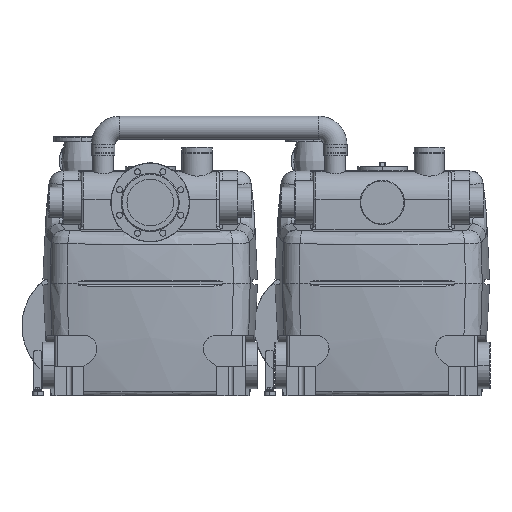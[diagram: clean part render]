
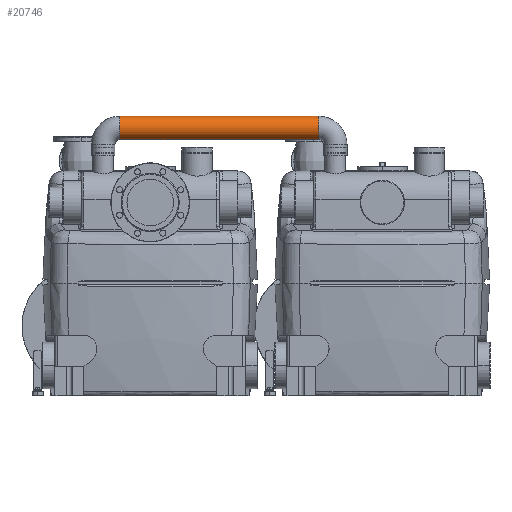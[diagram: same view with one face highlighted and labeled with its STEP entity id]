
A CAD part, left-side view. The second image highlights one B-rep face of the part: STEP entity #20746.
In plain terms, the highlighted cylindrical face has radius 42.5 mm (diameter 85 mm), a partial arc.
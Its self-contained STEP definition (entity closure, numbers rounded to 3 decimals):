
#20610=CARTESIAN_POINT('',(200.0,-610.,1012.5));
#20611=VERTEX_POINT('',#20610);
#20621=CARTESIAN_POINT('',(200.0,-610.,927.5));
#20622=VERTEX_POINT('',#20621);
#20623=CARTESIAN_POINT('',(200.0,-610.,970.));
#20624=DIRECTION('',(0.0,-1.0,0.0));
#20625=DIRECTION('',(0.0,0.0,1.0));
#20626=AXIS2_PLACEMENT_3D('',#20623,#20624,#20625);
#20627=CIRCLE('',#20626,42.5);
#20628=EDGE_CURVE('',#20611,#20622,#20627,.T.);
#20656=CARTESIAN_POINT('',(200.,110.,1012.5));
#20657=VERTEX_POINT('',#20656);
#20674=CARTESIAN_POINT('',(200.,110.,927.5));
#20675=VERTEX_POINT('',#20674);
#20683=CARTESIAN_POINT('',(200.,110.,970.0));
#20684=DIRECTION('',(0.0,-1.0,0.0));
#20685=DIRECTION('',(0.0,0.0,1.0));
#20686=AXIS2_PLACEMENT_3D('',#20683,#20684,#20685);
#20687=CIRCLE('',#20686,42.5);
#20688=EDGE_CURVE('',#20657,#20675,#20687,.T.);
#20725=CARTESIAN_POINT('',(200.0,-610.,970.));
#20726=DIRECTION('',(0.,1.0,0.));
#20727=DIRECTION('',(0.0,0.0,1.0));
#20728=AXIS2_PLACEMENT_3D('',#20725,#20726,#20727);
#20729=CYLINDRICAL_SURFACE('',#20728,42.5);
#20730=CARTESIAN_POINT('',(200.,110.,1012.5));
#20731=DIRECTION('',(0.0,-1.0,0.0));
#20732=VECTOR('',#20731,720.0);
#20733=LINE('',#20730,#20732);
#20734=EDGE_CURVE('',#20657,#20611,#20733,.T.);
#20735=ORIENTED_EDGE('',*,*,#20734,.F.);
#20736=ORIENTED_EDGE('',*,*,#20688,.T.);
#20737=CARTESIAN_POINT('',(200.,110.,927.5));
#20738=DIRECTION('',(0.0,-1.0,0.0));
#20739=VECTOR('',#20738,720.0);
#20740=LINE('',#20737,#20739);
#20741=EDGE_CURVE('',#20675,#20622,#20740,.T.);
#20742=ORIENTED_EDGE('',*,*,#20741,.T.);
#20743=ORIENTED_EDGE('',*,*,#20628,.F.);
#20744=EDGE_LOOP('',(#20735,#20736,#20742,#20743));
#20745=FACE_OUTER_BOUND('',#20744,.T.);
#20746=ADVANCED_FACE('',(#20745),#20729,.T.);
